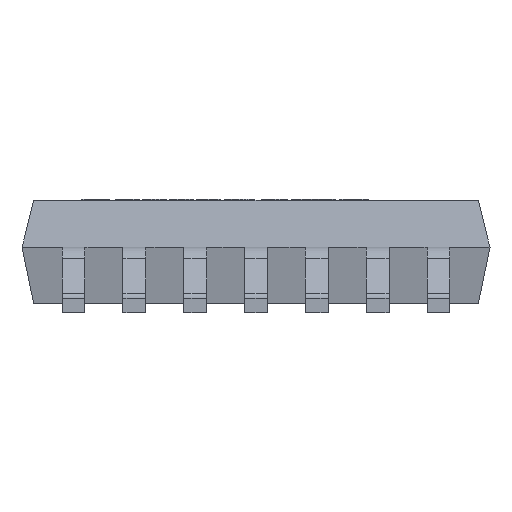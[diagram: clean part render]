
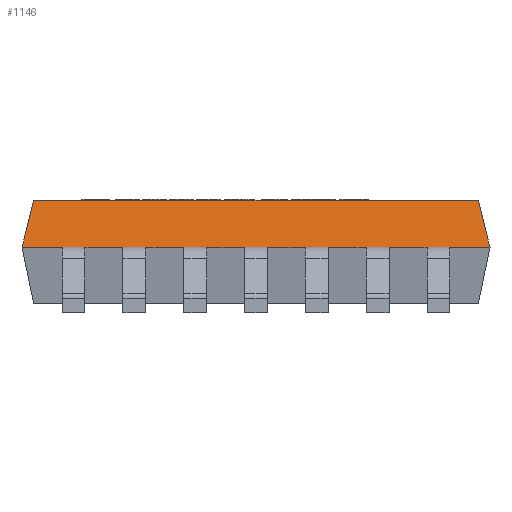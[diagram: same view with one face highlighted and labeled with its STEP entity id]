
A CAD part, left-side view. The second image highlights one B-rep face of the part: STEP entity #1146.
In plain terms, the highlighted free-form (B-spline) face has degree [1, 1] with [2, 2] control points.
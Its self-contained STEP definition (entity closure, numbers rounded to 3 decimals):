
#24 = VERTEX_POINT('',#25);
#25 = CARTESIAN_POINT('',(-2.09,-2.375,1.2));
#31 = EDGE_CURVE('',#24,#32,#34,.T.);
#32 = VERTEX_POINT('',#33);
#33 = CARTESIAN_POINT('',(-2.09,2.375,1.2));
#34 = LINE('',#35,#36);
#35 = CARTESIAN_POINT('',(-2.09,-2.375,1.2));
#36 = VECTOR('',#37,1.);
#37 = DIRECTION('',(0.,1.,0.));
#987 = EDGE_CURVE('',#24,#988,#990,.T.);
#988 = VERTEX_POINT('',#989);
#989 = CARTESIAN_POINT('',(-2.2,-2.5,0.7));
#990 = B_SPLINE_CURVE_WITH_KNOTS('',1,(#991,#992),.UNSPECIFIED.,.F.,.F.,
  (2,2),(0.,1.),.PIECEWISE_BEZIER_KNOTS.);
#991 = CARTESIAN_POINT('',(-2.09,-2.375,1.2));
#992 = CARTESIAN_POINT('',(-2.2,-2.5,0.7));
#1146 = ADVANCED_FACE('',(#1147),#1276,.T.);
#1147 = FACE_BOUND('',#1148,.T.);
#1148 = EDGE_LOOP('',(#1149,#1150,#1157,#1165,#1173,#1181,#1189,#1197,
    #1205,#1213,#1221,#1229,#1237,#1245,#1253,#1261,#1269,#1275));
#1149 = ORIENTED_EDGE('',*,*,#31,.T.);
#1150 = ORIENTED_EDGE('',*,*,#1151,.T.);
#1151 = EDGE_CURVE('',#32,#1152,#1154,.T.);
#1152 = VERTEX_POINT('',#1153);
#1153 = CARTESIAN_POINT('',(-2.2,2.5,0.7));
#1154 = B_SPLINE_CURVE_WITH_KNOTS('',1,(#1155,#1156),.UNSPECIFIED.,.F.,
  .F.,(2,2),(0.,1.),.PIECEWISE_BEZIER_KNOTS.);
#1155 = CARTESIAN_POINT('',(-2.09,2.375,1.2));
#1156 = CARTESIAN_POINT('',(-2.2,2.5,0.7));
#1157 = ORIENTED_EDGE('',*,*,#1158,.F.);
#1158 = EDGE_CURVE('',#1159,#1152,#1161,.T.);
#1159 = VERTEX_POINT('',#1160);
#1160 = CARTESIAN_POINT('',(-2.2,2.073,0.7));
#1161 = LINE('',#1162,#1163);
#1162 = CARTESIAN_POINT('',(-2.2,-2.5,0.7));
#1163 = VECTOR('',#1164,1.);
#1164 = DIRECTION('',(0.,1.,0.));
#1165 = ORIENTED_EDGE('',*,*,#1166,.F.);
#1166 = EDGE_CURVE('',#1167,#1159,#1169,.T.);
#1167 = VERTEX_POINT('',#1168);
#1168 = CARTESIAN_POINT('',(-2.2,1.828,0.7));
#1169 = LINE('',#1170,#1171);
#1170 = CARTESIAN_POINT('',(-2.2,-2.5,0.7));
#1171 = VECTOR('',#1172,1.);
#1172 = DIRECTION('',(0.,1.,0.));
#1173 = ORIENTED_EDGE('',*,*,#1174,.F.);
#1174 = EDGE_CURVE('',#1175,#1167,#1177,.T.);
#1175 = VERTEX_POINT('',#1176);
#1176 = CARTESIAN_POINT('',(-2.2,1.423,0.7));
#1177 = LINE('',#1178,#1179);
#1178 = CARTESIAN_POINT('',(-2.2,-2.5,0.7));
#1179 = VECTOR('',#1180,1.);
#1180 = DIRECTION('',(0.,1.,0.));
#1181 = ORIENTED_EDGE('',*,*,#1182,.F.);
#1182 = EDGE_CURVE('',#1183,#1175,#1185,.T.);
#1183 = VERTEX_POINT('',#1184);
#1184 = CARTESIAN_POINT('',(-2.2,1.178,0.7));
#1185 = LINE('',#1186,#1187);
#1186 = CARTESIAN_POINT('',(-2.2,-2.5,0.7));
#1187 = VECTOR('',#1188,1.);
#1188 = DIRECTION('',(0.,1.,0.));
#1189 = ORIENTED_EDGE('',*,*,#1190,.F.);
#1190 = EDGE_CURVE('',#1191,#1183,#1193,.T.);
#1191 = VERTEX_POINT('',#1192);
#1192 = CARTESIAN_POINT('',(-2.2,0.773,0.7));
#1193 = LINE('',#1194,#1195);
#1194 = CARTESIAN_POINT('',(-2.2,-2.5,0.7));
#1195 = VECTOR('',#1196,1.);
#1196 = DIRECTION('',(0.,1.,0.));
#1197 = ORIENTED_EDGE('',*,*,#1198,.F.);
#1198 = EDGE_CURVE('',#1199,#1191,#1201,.T.);
#1199 = VERTEX_POINT('',#1200);
#1200 = CARTESIAN_POINT('',(-2.2,0.528,0.7));
#1201 = LINE('',#1202,#1203);
#1202 = CARTESIAN_POINT('',(-2.2,-2.5,0.7));
#1203 = VECTOR('',#1204,1.);
#1204 = DIRECTION('',(0.,1.,0.));
#1205 = ORIENTED_EDGE('',*,*,#1206,.F.);
#1206 = EDGE_CURVE('',#1207,#1199,#1209,.T.);
#1207 = VERTEX_POINT('',#1208);
#1208 = CARTESIAN_POINT('',(-2.2,0.123,0.7));
#1209 = LINE('',#1210,#1211);
#1210 = CARTESIAN_POINT('',(-2.2,-2.5,0.7));
#1211 = VECTOR('',#1212,1.);
#1212 = DIRECTION('',(0.,1.,0.));
#1213 = ORIENTED_EDGE('',*,*,#1214,.F.);
#1214 = EDGE_CURVE('',#1215,#1207,#1217,.T.);
#1215 = VERTEX_POINT('',#1216);
#1216 = CARTESIAN_POINT('',(-2.2,-0.123,0.7));
#1217 = LINE('',#1218,#1219);
#1218 = CARTESIAN_POINT('',(-2.2,-2.5,0.7));
#1219 = VECTOR('',#1220,1.);
#1220 = DIRECTION('',(0.,1.,0.));
#1221 = ORIENTED_EDGE('',*,*,#1222,.F.);
#1222 = EDGE_CURVE('',#1223,#1215,#1225,.T.);
#1223 = VERTEX_POINT('',#1224);
#1224 = CARTESIAN_POINT('',(-2.2,-0.528,0.7));
#1225 = LINE('',#1226,#1227);
#1226 = CARTESIAN_POINT('',(-2.2,-2.5,0.7));
#1227 = VECTOR('',#1228,1.);
#1228 = DIRECTION('',(0.,1.,0.));
#1229 = ORIENTED_EDGE('',*,*,#1230,.F.);
#1230 = EDGE_CURVE('',#1231,#1223,#1233,.T.);
#1231 = VERTEX_POINT('',#1232);
#1232 = CARTESIAN_POINT('',(-2.2,-0.773,0.7));
#1233 = LINE('',#1234,#1235);
#1234 = CARTESIAN_POINT('',(-2.2,-2.5,0.7));
#1235 = VECTOR('',#1236,1.);
#1236 = DIRECTION('',(0.,1.,0.));
#1237 = ORIENTED_EDGE('',*,*,#1238,.F.);
#1238 = EDGE_CURVE('',#1239,#1231,#1241,.T.);
#1239 = VERTEX_POINT('',#1240);
#1240 = CARTESIAN_POINT('',(-2.2,-1.178,0.7));
#1241 = LINE('',#1242,#1243);
#1242 = CARTESIAN_POINT('',(-2.2,-2.5,0.7));
#1243 = VECTOR('',#1244,1.);
#1244 = DIRECTION('',(0.,1.,0.));
#1245 = ORIENTED_EDGE('',*,*,#1246,.F.);
#1246 = EDGE_CURVE('',#1247,#1239,#1249,.T.);
#1247 = VERTEX_POINT('',#1248);
#1248 = CARTESIAN_POINT('',(-2.2,-1.423,0.7));
#1249 = LINE('',#1250,#1251);
#1250 = CARTESIAN_POINT('',(-2.2,-2.5,0.7));
#1251 = VECTOR('',#1252,1.);
#1252 = DIRECTION('',(0.,1.,0.));
#1253 = ORIENTED_EDGE('',*,*,#1254,.F.);
#1254 = EDGE_CURVE('',#1255,#1247,#1257,.T.);
#1255 = VERTEX_POINT('',#1256);
#1256 = CARTESIAN_POINT('',(-2.2,-1.828,0.7));
#1257 = LINE('',#1258,#1259);
#1258 = CARTESIAN_POINT('',(-2.2,-2.5,0.7));
#1259 = VECTOR('',#1260,1.);
#1260 = DIRECTION('',(0.,1.,0.));
#1261 = ORIENTED_EDGE('',*,*,#1262,.F.);
#1262 = EDGE_CURVE('',#1263,#1255,#1265,.T.);
#1263 = VERTEX_POINT('',#1264);
#1264 = CARTESIAN_POINT('',(-2.2,-2.073,0.7));
#1265 = LINE('',#1266,#1267);
#1266 = CARTESIAN_POINT('',(-2.2,-2.5,0.7));
#1267 = VECTOR('',#1268,1.);
#1268 = DIRECTION('',(0.,1.,0.));
#1269 = ORIENTED_EDGE('',*,*,#1270,.F.);
#1270 = EDGE_CURVE('',#988,#1263,#1271,.T.);
#1271 = LINE('',#1272,#1273);
#1272 = CARTESIAN_POINT('',(-2.2,-2.5,0.7));
#1273 = VECTOR('',#1274,1.);
#1274 = DIRECTION('',(0.,1.,0.));
#1275 = ORIENTED_EDGE('',*,*,#987,.F.);
#1276 = B_SPLINE_SURFACE_WITH_KNOTS('',1,1,(
    (#1277,#1278)
    ,(#1279,#1280
    )),.UNSPECIFIED.,.F.,.F.,.F.,(2,2),(2,2),(0.,5.),(0.,1.),
  .PIECEWISE_BEZIER_KNOTS.);
#1277 = CARTESIAN_POINT('',(-2.09,-2.375,1.2));
#1278 = CARTESIAN_POINT('',(-2.2,-2.5,0.7));
#1279 = CARTESIAN_POINT('',(-2.09,2.375,1.2));
#1280 = CARTESIAN_POINT('',(-2.2,2.5,0.7));
